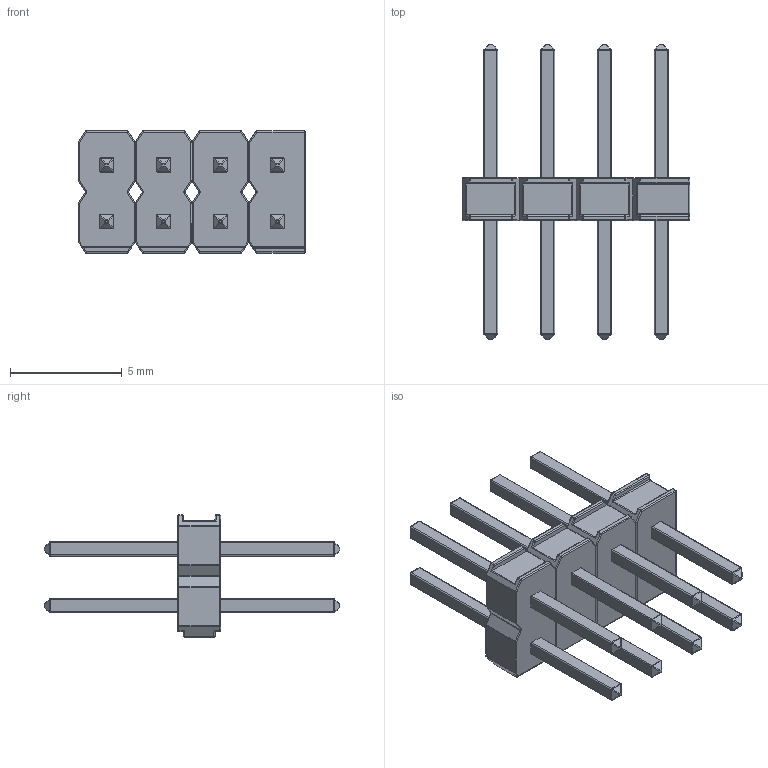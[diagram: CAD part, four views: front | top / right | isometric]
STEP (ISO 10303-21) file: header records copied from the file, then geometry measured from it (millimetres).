
FILE_DESCRIPTION (( 'STEP AP214' ), '1' );
FILE_NAME ('929836-02-04.STEP', '2017-12-19T20:24:22', ( '' ), ( '' ), 'SwSTEP 2.0', 'SolidWorks 2014', '' );
FILE_SCHEMA (( 'AUTOMOTIVE_DESIGN' ));
Length unit declared in the file: millimetre
Products named in the file (3): 836-02-Pin-End; 929836-02-04; 836-02-Pin-Middle
Assembly tree (4 placements, depth 2):
  929836-02-04
    836-02-Pin-End
    836-02-Pin-Middle  x3
Bounding box: 10.16 x 13.22 x 5.46 mm (x, y, z)
Volume: 133.9 mm3; surface area: 449.5 mm2
Topology: 16 solids, 16 shells, 1010 faces, 2254 edges, 1096 vertices
Faces by surface type: cylinder 493, sphere 248, plane 247, torus 18, bspline 4
Entity records: 14338 total; most frequent: DIRECTION 2456, CARTESIAN_POINT 2167, ORIENTED_EDGE 2028, EDGE_CURVE 1014, AXIS2_PLACEMENT_3D 969, VERTEX_POINT 536, VECTOR 518, LINE 518
